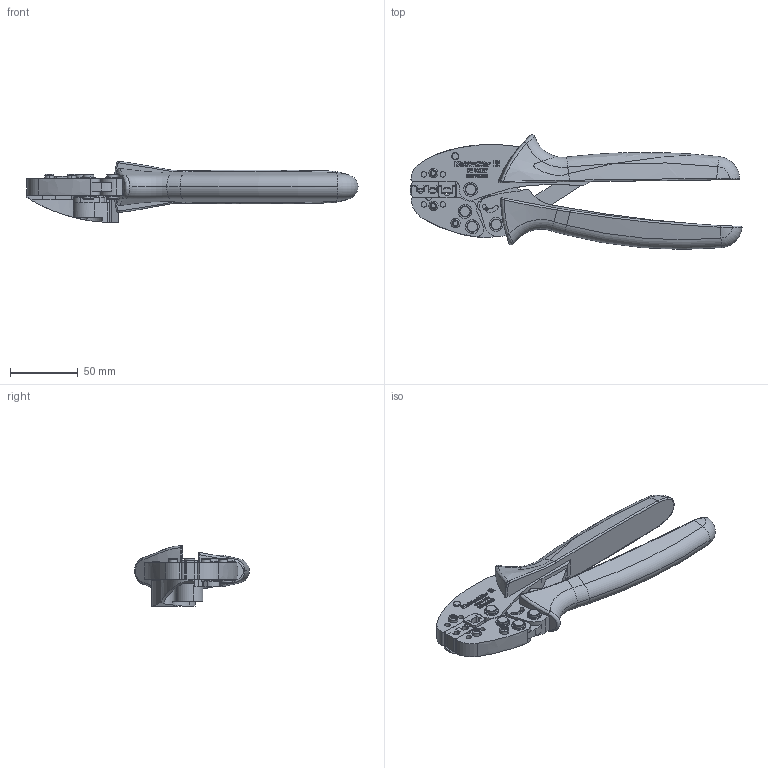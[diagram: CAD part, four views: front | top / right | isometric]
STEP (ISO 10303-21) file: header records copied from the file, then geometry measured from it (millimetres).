
FILE_DESCRIPTION(('CATIA V5 STEP Exchange','CAx-IF Rec.Pracs.--- Model Styling and Organization---1.5--- 2016-08-15','CAx-IF Rec.Pracs.---Supplemental Geometry---1.0---2011-11-01','CAx-IF Rec.Pracs.--- Composite Materials ---1.1---2010-07-15'),'2;1');
FILE_NAME ('033457-2_0', '2025-03-04T08:55:13+00:00', ('none'), ('Weidmueller'), 'CATIA Version 5-6 Release 2022 SP4 HF5', 'CATIA V5 STEP AP214 v3', 'none');
FILE_SCHEMA(('AUTOMOTIVE_DESIGN { 1 0 10303 214 1 1 1 1 }'));
Length unit declared in the file: millimetre
Products named in the file (1): 9017290000_CTI_6_ZERT
Bounding box: 244.32 x 84.46 x 44.78 mm (x, y, z)
Volume: 206167.7 mm3; surface area: 49066.6 mm2
Topology: 1 solids, 3 shells, 1344 faces, 3660 edges, 2415 vertices
Faces by surface type: plane 540, extrusion 405, cylinder 230, bspline 86, torus 38, cone 34, sphere 9, revolution 2
Entity records: 54084 total; most frequent: CARTESIAN_POINT 22481, ORIENTED_EDGE 7312, DIRECTION 4012, EDGE_CURVE 3656, VERTEX_POINT 2415, VECTOR 2303, LINE 1898, B_SPLINE_CURVE_WITH_KNOTS 1569
